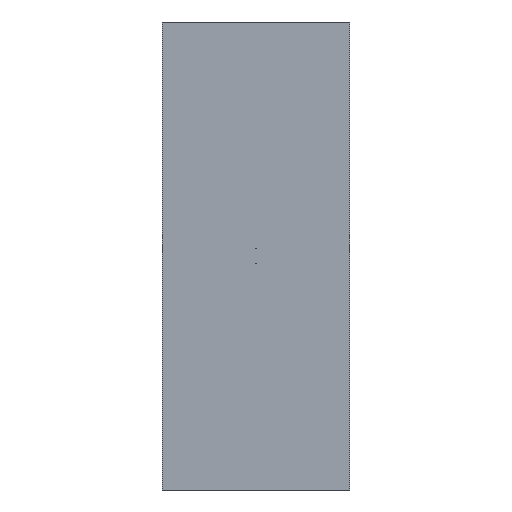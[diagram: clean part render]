
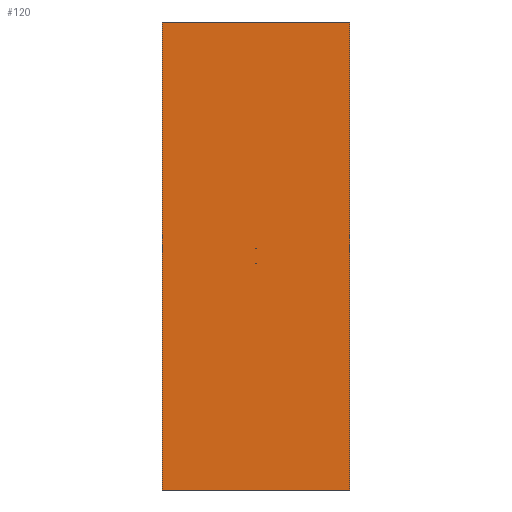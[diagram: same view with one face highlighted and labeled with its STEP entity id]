
A CAD part, left-side view. The second image highlights one B-rep face of the part: STEP entity #120.
In plain terms, the highlighted planar face has unit normal (-1, 0, 0).
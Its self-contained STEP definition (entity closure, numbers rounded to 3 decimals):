
#120=ADVANCED_FACE('',(#180,#181,#182),#183,.F.);
#180=FACE_BOUND('',#270,.T.);
#181=FACE_BOUND('',#271,.T.);
#182=FACE_OUTER_BOUND('',#272,.T.);
#183=PLANE('',#273);
#270=EDGE_LOOP('',(#425,#426));
#271=EDGE_LOOP('',(#427,#428));
#272=EDGE_LOOP('',(#429,#430,#431,#432));
#273=AXIS2_PLACEMENT_3D('',#433,#434,#435);
#425=ORIENTED_EDGE('',*,*,#647,.T.);
#426=ORIENTED_EDGE('',*,*,#648,.T.);
#427=ORIENTED_EDGE('',*,*,#643,.T.);
#428=ORIENTED_EDGE('',*,*,#650,.T.);
#429=ORIENTED_EDGE('',*,*,#662,.T.);
#430=ORIENTED_EDGE('',*,*,#658,.F.);
#431=ORIENTED_EDGE('',*,*,#660,.F.);
#432=ORIENTED_EDGE('',*,*,#654,.F.);
#433=CARTESIAN_POINT('',(0.,0.0,0.0));
#434=DIRECTION('',(1.0,0.0,0.0));
#435=DIRECTION('',(0.0,0.0,-1.0));
#643=EDGE_CURVE('',#737,#741,#743,.T.);
#647=EDGE_CURVE('',#745,#749,#751,.T.);
#648=EDGE_CURVE('',#749,#745,#752,.T.);
#650=EDGE_CURVE('',#741,#737,#754,.T.);
#654=EDGE_CURVE('',#759,#761,#762,.T.);
#658=EDGE_CURVE('',#767,#769,#770,.T.);
#660=EDGE_CURVE('',#761,#767,#772,.T.);
#662=EDGE_CURVE('',#759,#769,#774,.T.);
#737=VERTEX_POINT('',#889);
#741=VERTEX_POINT('',#894);
#743=CIRCLE('',#897,0.25);
#745=VERTEX_POINT('',#899);
#749=VERTEX_POINT('',#904);
#751=CIRCLE('',#907,0.25);
#752=CIRCLE('',#908,0.25);
#754=CIRCLE('',#910,0.25);
#759=VERTEX_POINT('',#916);
#761=VERTEX_POINT('',#919);
#762=LINE('',#920,#921);
#767=VERTEX_POINT('',#928);
#769=VERTEX_POINT('',#931);
#770=LINE('',#932,#933);
#772=LINE('',#936,#937);
#774=LINE('',#940,#941);
#889=CARTESIAN_POINT('',(0.,0.0,3.75));
#894=CARTESIAN_POINT('',(0.,0.,4.25));
#897=AXIS2_PLACEMENT_3D('',#1089,#1090,#1091);
#899=CARTESIAN_POINT('',(0.,0.0,-3.75));
#904=CARTESIAN_POINT('',(0.,0.,-4.25));
#907=AXIS2_PLACEMENT_3D('',#1097,#1098,#1099);
#908=AXIS2_PLACEMENT_3D('',#1100,#1101,#1102);
#910=AXIS2_PLACEMENT_3D('',#1106,#1107,#1108);
#916=CARTESIAN_POINT('',(0.,50.0,125.0));
#919=CARTESIAN_POINT('',(0.,-50.0,125.0));
#920=CARTESIAN_POINT('',(0.,0.0,125.0));
#921=VECTOR('',#1114,1.0);
#928=CARTESIAN_POINT('',(0.,-50.0,-125.0));
#931=CARTESIAN_POINT('',(0.,50.0,-125.0));
#932=CARTESIAN_POINT('',(0.,0.0,-125.0));
#933=VECTOR('',#1118,1.0);
#936=CARTESIAN_POINT('',(0.,-50.0,0.0));
#937=VECTOR('',#1120,1.0);
#940=CARTESIAN_POINT('',(0.,50.0,0.0));
#941=VECTOR('',#1122,1.0);
#1089=CARTESIAN_POINT('',(0.,0.0,4.0));
#1090=DIRECTION('',(1.0,0.0,0.0));
#1091=DIRECTION('',(0.0,0.0,-1.0));
#1097=CARTESIAN_POINT('',(0.,0.0,-4.0));
#1098=DIRECTION('',(1.0,0.0,-0.0));
#1099=DIRECTION('',(0.0,0.0,1.0));
#1100=CARTESIAN_POINT('',(0.,0.0,-4.0));
#1101=DIRECTION('',(1.0,0.0,-0.0));
#1102=DIRECTION('',(0.0,0.0,1.0));
#1106=CARTESIAN_POINT('',(0.,0.0,4.0));
#1107=DIRECTION('',(1.0,0.0,0.0));
#1108=DIRECTION('',(0.0,0.0,-1.0));
#1114=DIRECTION('',(0.0,-1.0,0.0));
#1118=DIRECTION('',(0.0,1.0,0.0));
#1120=DIRECTION('',(0.0,0.0,-1.0));
#1122=DIRECTION('',(0.0,0.0,-1.0));
